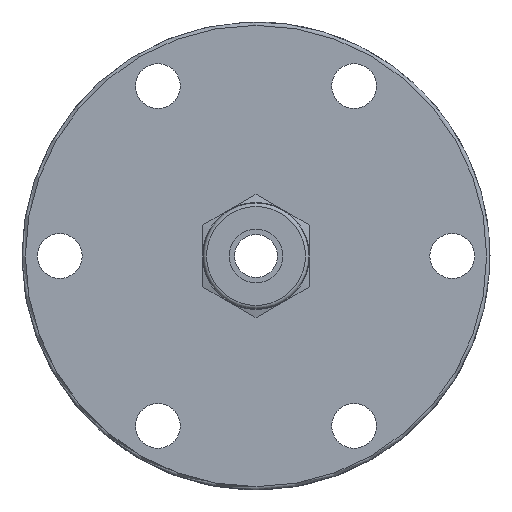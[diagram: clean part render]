
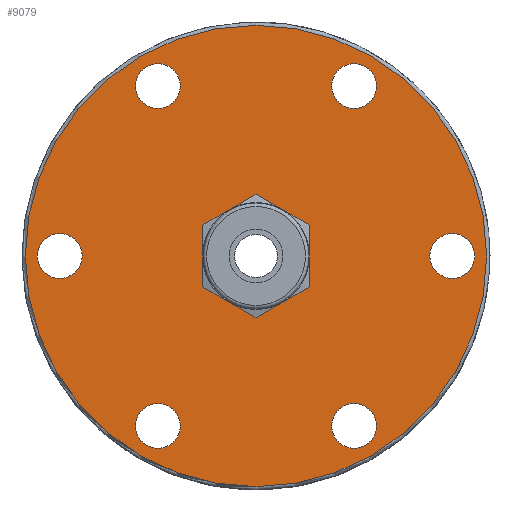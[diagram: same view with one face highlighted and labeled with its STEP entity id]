
A CAD part, left-side view. The second image highlights one B-rep face of the part: STEP entity #9079.
In plain terms, the highlighted face is planar.
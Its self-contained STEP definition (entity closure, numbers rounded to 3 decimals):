
#8250=CARTESIAN_POINT('',(-6.85,0.,0.));
#8251=VERTEX_POINT('',#8250);
#8252=CARTESIAN_POINT('',(0.,0.,0.));
#8253=DIRECTION('',(0.0,0.0,1.0));
#8254=DIRECTION('',(-1.0,0.0,0.0));
#8255=AXIS2_PLACEMENT_3D('',#8252,#8253,#8254);
#8256=CIRCLE('',#8255,6.85);
#8257=EDGE_CURVE('',#8251,#8251,#8256,.T.);
#8705=CARTESIAN_POINT('',(27.093,-11.774,0.));
#8706=VERTEX_POINT('',#8705);
#8707=CARTESIAN_POINT('',(25.418,-14.675,0.));
#8708=DIRECTION('',(0.,0.,1.0));
#8709=DIRECTION('',(-0.5,-0.866,0.));
#8710=AXIS2_PLACEMENT_3D('',#8707,#8708,#8709);
#8711=CIRCLE('',#8710,3.35);
#8712=EDGE_CURVE('',#8706,#8706,#8711,.T.);
#8754=CARTESIAN_POINT('',(3.35,-29.35,0.));
#8755=VERTEX_POINT('',#8754);
#8756=CARTESIAN_POINT('',(0.,-29.35,0.));
#8757=DIRECTION('',(0.0,0.0,1.0));
#8758=DIRECTION('',(-1.0,0.0,0.0));
#8759=AXIS2_PLACEMENT_3D('',#8756,#8757,#8758);
#8760=CIRCLE('',#8759,3.35);
#8761=EDGE_CURVE('',#8755,#8755,#8760,.T.);
#8803=CARTESIAN_POINT('',(-23.743,-17.576,0.));
#8804=VERTEX_POINT('',#8803);
#8805=CARTESIAN_POINT('',(-25.418,-14.675,0.));
#8806=DIRECTION('',(0.,0.,1.));
#8807=DIRECTION('',(-0.5,0.866,0.));
#8808=AXIS2_PLACEMENT_3D('',#8805,#8806,#8807);
#8809=CIRCLE('',#8808,3.35);
#8810=EDGE_CURVE('',#8804,#8804,#8809,.T.);
#8852=CARTESIAN_POINT('',(-27.093,11.774,0.));
#8853=VERTEX_POINT('',#8852);
#8854=CARTESIAN_POINT('',(-25.418,14.675,0.));
#8855=DIRECTION('',(0.,0.,1.));
#8856=DIRECTION('',(0.5,0.866,0.));
#8857=AXIS2_PLACEMENT_3D('',#8854,#8855,#8856);
#8858=CIRCLE('',#8857,3.35);
#8859=EDGE_CURVE('',#8853,#8853,#8858,.T.);
#8893=CARTESIAN_POINT('',(23.743,17.576,0.));
#8894=VERTEX_POINT('',#8893);
#8895=CARTESIAN_POINT('',(25.418,14.675,0.));
#8896=DIRECTION('',(0.,0.,1.0));
#8897=DIRECTION('',(0.5,-0.866,0.));
#8898=AXIS2_PLACEMENT_3D('',#8895,#8896,#8897);
#8899=CIRCLE('',#8898,3.35);
#8900=EDGE_CURVE('',#8894,#8894,#8899,.T.);
#8934=CARTESIAN_POINT('',(-3.35,29.35,0.));
#8935=VERTEX_POINT('',#8934);
#8936=CARTESIAN_POINT('',(0.,29.35,0.));
#8937=DIRECTION('',(0.0,0.0,1.0));
#8938=DIRECTION('',(1.0,0.0,0.0));
#8939=AXIS2_PLACEMENT_3D('',#8936,#8937,#8938);
#8940=CIRCLE('',#8939,3.35);
#8941=EDGE_CURVE('',#8935,#8935,#8940,.T.);
#9017=CARTESIAN_POINT('',(34.5,0.,0.));
#9018=VERTEX_POINT('',#9017);
#9019=CARTESIAN_POINT('',(0.,0.,0.));
#9020=DIRECTION('',(0.0,0.0,1.0));
#9021=DIRECTION('',(-1.0,0.0,0.0));
#9022=AXIS2_PLACEMENT_3D('',#9019,#9020,#9021);
#9023=CIRCLE('',#9022,34.5);
#9024=EDGE_CURVE('',#9018,#9018,#9023,.T.);
#9050=CARTESIAN_POINT('',(0.,0.,0.));
#9051=DIRECTION('',(0.0,0.0,-1.0));
#9052=DIRECTION('',(-1.0,0.0,0.0));
#9053=AXIS2_PLACEMENT_3D('',#9050,#9051,#9052);
#9054=PLANE('',#9053);
#9055=ORIENTED_EDGE('',*,*,#9024,.F.);
#9056=EDGE_LOOP('',(#9055));
#9057=FACE_OUTER_BOUND('',#9056,.T.);
#9058=ORIENTED_EDGE('',*,*,#8257,.T.);
#9059=EDGE_LOOP('',(#9058));
#9060=FACE_BOUND('',#9059,.T.);
#9061=ORIENTED_EDGE('',*,*,#8712,.T.);
#9062=EDGE_LOOP('',(#9061));
#9063=FACE_BOUND('',#9062,.T.);
#9064=ORIENTED_EDGE('',*,*,#8761,.T.);
#9065=EDGE_LOOP('',(#9064));
#9066=FACE_BOUND('',#9065,.T.);
#9067=ORIENTED_EDGE('',*,*,#8810,.T.);
#9068=EDGE_LOOP('',(#9067));
#9069=FACE_BOUND('',#9068,.T.);
#9070=ORIENTED_EDGE('',*,*,#8859,.T.);
#9071=EDGE_LOOP('',(#9070));
#9072=FACE_BOUND('',#9071,.T.);
#9073=ORIENTED_EDGE('',*,*,#8900,.T.);
#9074=EDGE_LOOP('',(#9073));
#9075=FACE_BOUND('',#9074,.T.);
#9076=ORIENTED_EDGE('',*,*,#8941,.T.);
#9077=EDGE_LOOP('',(#9076));
#9078=FACE_BOUND('',#9077,.T.);
#9079=ADVANCED_FACE('',(#9057,#9060,#9063,#9066,#9069,#9072,#9075,#9078),#9054,.T.);
